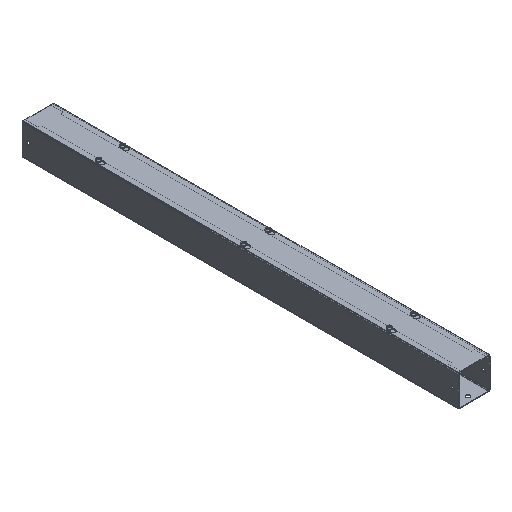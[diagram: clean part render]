
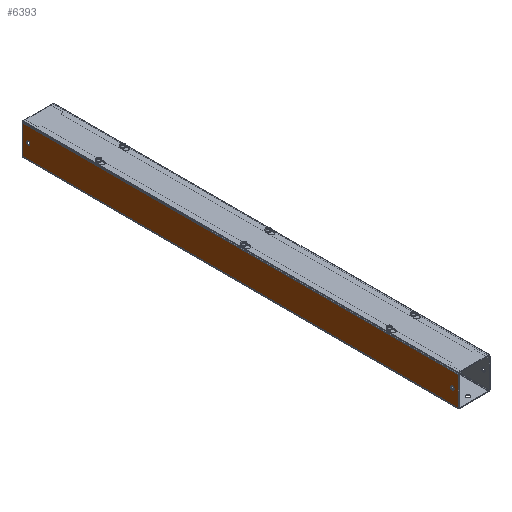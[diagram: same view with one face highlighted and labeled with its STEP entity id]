
A CAD part, isometric view. The second image highlights one B-rep face of the part: STEP entity #6393.
In plain terms, the highlighted planar face has unit normal (-1, 0, 0).
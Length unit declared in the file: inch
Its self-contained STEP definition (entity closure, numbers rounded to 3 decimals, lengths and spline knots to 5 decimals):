
#24 = CARTESIAN_POINT ( 'NONE',  ( -1.307, -17.5, 1.2785 ) ) ;
#177 = CARTESIAN_POINT ( 'NONE',  ( -1.307, -18., 2.471 ) ) ;
#206 = CARTESIAN_POINT ( 'NONE',  ( -1.307, -18., 0.057 ) ) ;
#278 = CARTESIAN_POINT ( 'NONE',  ( -1.307, 17.5, 1.2785 ) ) ;
#297 = LINE ( 'NONE', #206, #2934 ) ;
#367 = DIRECTION ( 'NONE',  ( 0., 0., 1. ) ) ;
#404 = CARTESIAN_POINT ( 'NONE',  ( -1.307, 18., 0.047 ) ) ;
#569 = LINE ( 'NONE', #3524, #6493 ) ;
#738 = EDGE_CURVE ( 'NONE', #8326, #1313, #1209, .T. ) ;
#918 = CIRCLE ( 'NONE', #3197, 0.133 ) ;
#961 = VECTOR ( 'NONE', #3560, 39.37008 ) ;
#1082 = LINE ( 'NONE', #8176, #961 ) ;
#1209 = CIRCLE ( 'NONE', #4459, 0.133 ) ;
#1313 = VERTEX_POINT ( 'NONE', #6519 ) ;
#1474 = AXIS2_PLACEMENT_3D ( 'NONE', #2273, #6910, #367 ) ;
#1601 = VERTEX_POINT ( 'NONE', #1926 ) ;
#1926 = CARTESIAN_POINT ( 'NONE',  ( -1.307, 18., 2.471 ) ) ;
#2241 = CARTESIAN_POINT ( 'NONE',  ( -1.307, -18., 0.086 ) ) ;
#2249 = EDGE_LOOP ( 'NONE', ( #2394, #5243, #7253, #5096 ) ) ;
#2273 = CARTESIAN_POINT ( 'NONE',  ( -1.307, -17.5, 1.2785 ) ) ;
#2342 = FACE_BOUND ( 'NONE', #2923, .T. ) ;
#2347 = CARTESIAN_POINT ( 'NONE',  ( -1.307, -17.5, 1.4115 ) ) ;
#2394 = ORIENTED_EDGE ( 'NONE', *, *, #5655, .T. ) ;
#2541 = CIRCLE ( 'NONE', #4708, 0.133 ) ;
#2553 = ORIENTED_EDGE ( 'NONE', *, *, #2612, .T. ) ;
#2612 = EDGE_CURVE ( 'NONE', #5641, #3742, #8123, .T. ) ;
#2892 = DIRECTION ( 'NONE',  ( 0., 1., 0. ) ) ;
#2923 = EDGE_LOOP ( 'NONE', ( #2553, #6239 ) ) ;
#2934 = VECTOR ( 'NONE', #6698, 39.37008 ) ;
#2985 = LINE ( 'NONE', #3654, #4034 ) ;
#3055 = DIRECTION ( 'NONE',  ( 1., 0., 0. ) ) ;
#3197 = AXIS2_PLACEMENT_3D ( 'NONE', #5429, #8025, #6018 ) ;
#3524 = CARTESIAN_POINT ( 'NONE',  ( -1.307, 18., 2.471 ) ) ;
#3560 = DIRECTION ( 'NONE',  ( 0., 0., -1. ) ) ;
#3654 = CARTESIAN_POINT ( 'NONE',  ( -1.307, -18., 0.086 ) ) ;
#3742 = VERTEX_POINT ( 'NONE', #6224 ) ;
#3931 = ORIENTED_EDGE ( 'NONE', *, *, #6973, .T. ) ;
#4034 = VECTOR ( 'NONE', #6772, 39.37008 ) ;
#4068 = DIRECTION ( 'NONE',  ( 0., 0., 1. ) ) ;
#4073 = FACE_BOUND ( 'NONE', #6326, .T. ) ;
#4205 = DIRECTION ( 'NONE',  ( 0., 0., 1. ) ) ;
#4448 = VERTEX_POINT ( 'NONE', #5768 ) ;
#4459 = AXIS2_PLACEMENT_3D ( 'NONE', #278, #5344, #4068 ) ;
#4480 = EDGE_CURVE ( 'NONE', #7090, #4448, #2985, .T. ) ;
#4484 = EDGE_CURVE ( 'NONE', #4544, #1601, #569, .T. ) ;
#4506 = ORIENTED_EDGE ( 'NONE', *, *, #738, .T. ) ;
#4544 = VERTEX_POINT ( 'NONE', #177 ) ;
#4556 = AXIS2_PLACEMENT_3D ( 'NONE', #404, #7445, #4205 ) ;
#4652 = CARTESIAN_POINT ( 'NONE',  ( -1.307, 17.5, 1.4115 ) ) ;
#4708 = AXIS2_PLACEMENT_3D ( 'NONE', #24, #3055, #7018 ) ;
#4849 = PLANE ( 'NONE',  #4556 ) ;
#5096 = ORIENTED_EDGE ( 'NONE', *, *, #4484, .T. ) ;
#5243 = ORIENTED_EDGE ( 'NONE', *, *, #4480, .F. ) ;
#5344 = DIRECTION ( 'NONE',  ( 1., 0., 0. ) ) ;
#5429 = CARTESIAN_POINT ( 'NONE',  ( -1.307, 17.5, 1.2785 ) ) ;
#5481 = FACE_OUTER_BOUND ( 'NONE', #2249, .T. ) ;
#5641 = VERTEX_POINT ( 'NONE', #2347 ) ;
#5655 = EDGE_CURVE ( 'NONE', #1601, #4448, #1082, .T. ) ;
#5768 = CARTESIAN_POINT ( 'NONE',  ( -1.307, 18., 0.086 ) ) ;
#6018 = DIRECTION ( 'NONE',  ( 0., 0., 1. ) ) ;
#6224 = CARTESIAN_POINT ( 'NONE',  ( -1.307, -17.5, 1.1455 ) ) ;
#6239 = ORIENTED_EDGE ( 'NONE', *, *, #7529, .T. ) ;
#6326 = EDGE_LOOP ( 'NONE', ( #4506, #3931 ) ) ;
#6393 = ADVANCED_FACE ( 'NONE', ( #5481, #2342, #4073 ), #4849, .T. ) ;
#6493 = VECTOR ( 'NONE', #2892, 39.37008 ) ;
#6519 = CARTESIAN_POINT ( 'NONE',  ( -1.307, 17.5, 1.1455 ) ) ;
#6698 = DIRECTION ( 'NONE',  ( 0., 0., 1. ) ) ;
#6772 = DIRECTION ( 'NONE',  ( 0., 1., 0. ) ) ;
#6910 = DIRECTION ( 'NONE',  ( 1., 0., 0. ) ) ;
#6973 = EDGE_CURVE ( 'NONE', #1313, #8326, #918, .T. ) ;
#7018 = DIRECTION ( 'NONE',  ( 0., 0., 1. ) ) ;
#7090 = VERTEX_POINT ( 'NONE', #2241 ) ;
#7253 = ORIENTED_EDGE ( 'NONE', *, *, #7492, .T. ) ;
#7445 = DIRECTION ( 'NONE',  ( -1., 0., 0. ) ) ;
#7492 = EDGE_CURVE ( 'NONE', #7090, #4544, #297, .T. ) ;
#7529 = EDGE_CURVE ( 'NONE', #3742, #5641, #2541, .T. ) ;
#8025 = DIRECTION ( 'NONE',  ( 1., 0., 0. ) ) ;
#8123 = CIRCLE ( 'NONE', #1474, 0.133 ) ;
#8176 = CARTESIAN_POINT ( 'NONE',  ( -1.307, 18., 0.057 ) ) ;
#8326 = VERTEX_POINT ( 'NONE', #4652 ) ;
